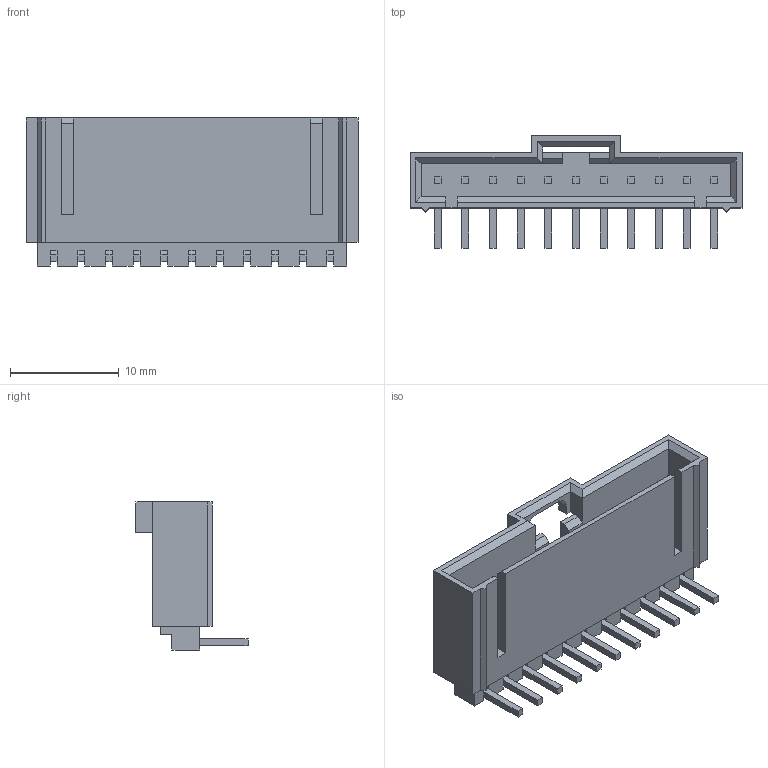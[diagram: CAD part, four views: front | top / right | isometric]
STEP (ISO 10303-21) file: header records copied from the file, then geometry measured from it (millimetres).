
FILE_DESCRIPTION((''),'2;1');
FILE_NAME('705530010','2013-07-31T',('me'),(''),'PRO/ENGINEER BY PARAMETRIC TECHNOLOGY CORPORATION, 2011490','PRO/ENGINEER BY PARAMETRIC TECHNOLOGY CORPORATION, 2011490','');
FILE_SCHEMA(('CONFIG_CONTROL_DESIGN'));
Length unit declared in the file: inch
Products named in the file (1): 705530010
Bounding box: 30.48 x 10.29 x 13.59 mm (x, y, z)
Volume: 1167.7 mm3; surface area: 2159.9 mm2
Topology: 1 solids, 1 shells, 270 faces, 720 edges, 462 vertices
Faces by surface type: plane 246, cylinder 24
Entity records: 8244 total; most frequent: CARTESIAN_POINT 1452, ORIENTED_EDGE 1440, DIRECTION 1308, EDGE_CURVE 720, VECTOR 672, LINE 672, VERTEX_POINT 462, AXIS2_PLACEMENT_3D 318
